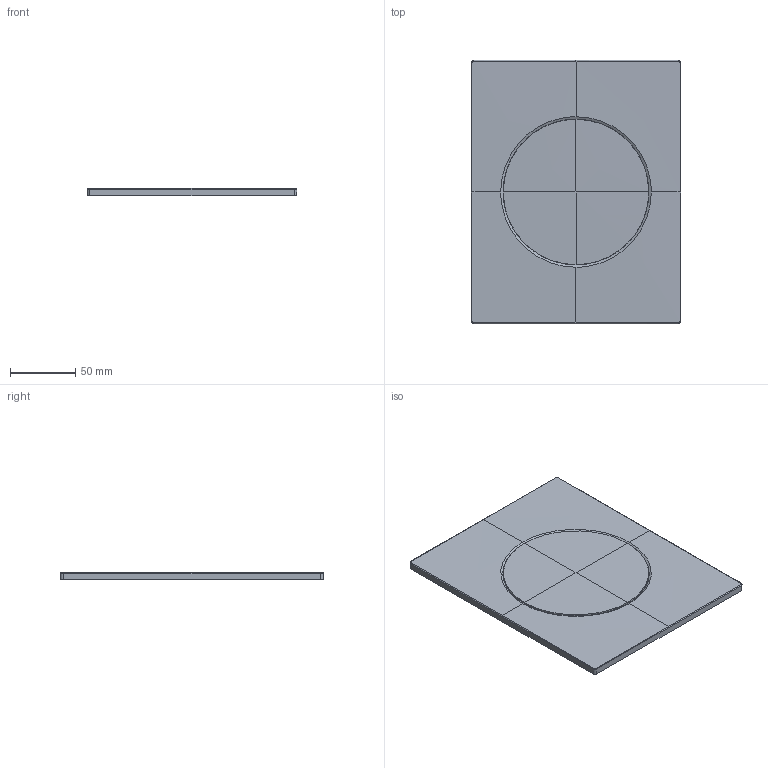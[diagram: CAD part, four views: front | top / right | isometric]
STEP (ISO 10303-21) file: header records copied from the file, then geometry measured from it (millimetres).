
FILE_DESCRIPTION(/* description */ ('AP214 STEP file'),/* implementation_level */ '2;1');
FILE_NAME(/* name */ '1046450000_Nova_Cosmo_Nova_Cosmo_500006675_out.stp',/* time_stamp */ '2024-01-05T06:52:42+01:00',/* author */ (''),/* organization */ (''),/* preprocessor_version */ 'ST-DEVELOPER v18.1',/* originating_system */ 'Elysium Co. Ltd. STEP Translator v8.3.0.0',/* authorisation */ '');
FILE_SCHEMA (('AUTOMOTIVE_DESIGN { 1 0 10303 214 3 1 1 }'));
Length unit declared in the file: millimetre
Products named in the file (1): 1046450000_Nova_Cosmo_Nova_Cosmo_500006675_extract
Bounding box: 160 x 201 x 5.6 mm (x, y, z)
Volume: 151496.8 mm3; surface area: 69286.8 mm2
Topology: 1 solids, 1 shells, 42 faces, 96 edges, 58 vertices
Faces by surface type: bspline 13, cylinder 10, cone 8, plane 7, torus 4
Entity records: 2949 total; most frequent: CARTESIAN_POINT 1801, ORIENTED_EDGE 192, EDGE_CURVE 96, STYLED_ITEM 84, B_SPLINE_CURVE_WITH_KNOTS 66, VERTEX_POINT 58, AXIS2_PLACEMENT_3D 47, FILL_AREA_STYLE_COLOUR 45
